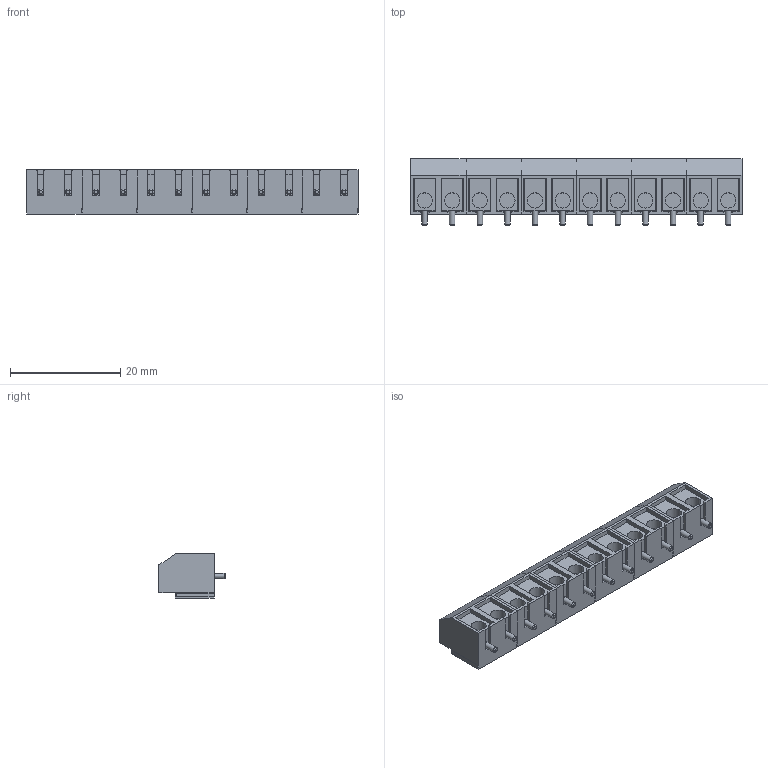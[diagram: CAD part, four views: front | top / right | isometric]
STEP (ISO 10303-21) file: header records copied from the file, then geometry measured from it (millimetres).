
FILE_DESCRIPTION(/* description */ (''),/* implementation_level */ '2;1');
FILE_NAME(/* name */ 'Screw Terminal Block 5mm Blue 12-way.stp',/* time_stamp */ '2020-04-12T11:25:47+02:00',/* author */ ('Javi'),/* organization */ (''),/* preprocessor_version */ 'ST-DEVELOPER v17',/* originating_system */ 'Autodesk Inventor 2019',/* authorisation */ '');
FILE_SCHEMA (('AUTOMOTIVE_DESIGN { 1 0 10303 214 3 1 1 }'));
Length unit declared in the file: millimetre
Products named in the file (2): Assembly1; Screw Terminal Block 5mm Blue 2-way
Assembly tree (6 placements, depth 2):
  Assembly1
    Screw Terminal Block 5mm Blue 2-way  x6
Bounding box: 60.15 x 12 x 8 mm (x, y, z)
Volume: 3474.4 mm3; surface area: 8126.2 mm2
Topology: 42 solids, 42 shells, 666 faces, 1686 edges, 1116 vertices
Faces by surface type: plane 474, cylinder 168, torus 24
Full cylindrical faces by diameter (mm): 1 x12, 2.75 x12, 3.5 x12, 3.8 x12
Entity records: 3456 total; most frequent: CARTESIAN_POINT 586, DIRECTION 583, ORIENTED_EDGE 562, EDGE_CURVE 281, LINE 217, VECTOR 217, VERTEX_POINT 186, AXIS2_PLACEMENT_3D 183
